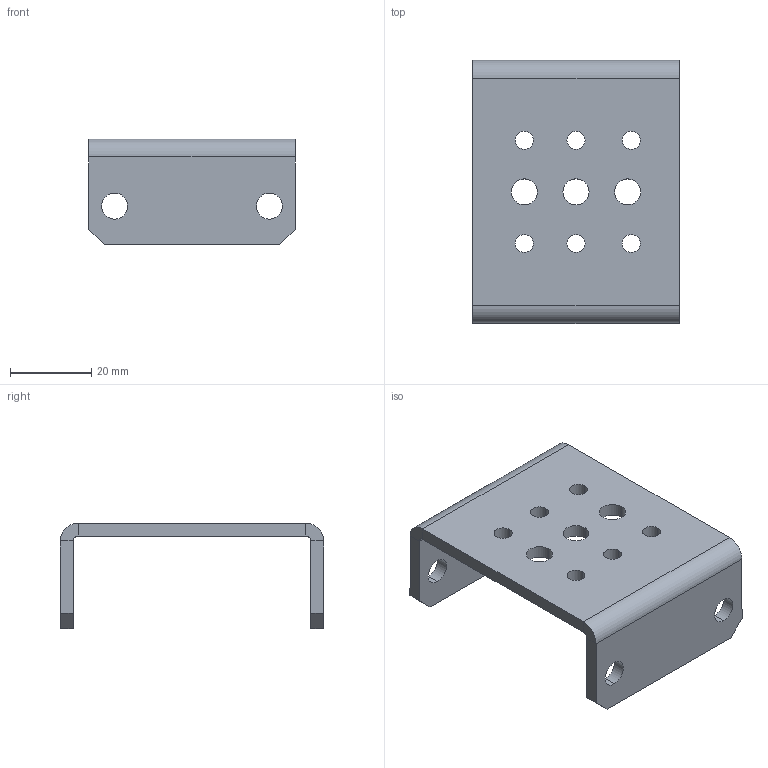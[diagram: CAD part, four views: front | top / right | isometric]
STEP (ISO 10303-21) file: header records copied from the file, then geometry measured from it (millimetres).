
FILE_DESCRIPTION (( 'STEP AP203' ), '1' );
FILE_NAME ('217-2593-016 Rev2.STEP', '2013-01-10T20:52:21', ( '' ), ( '' ), 'SwSTEP 2.0', 'SolidWorks 2012', '' );
FILE_SCHEMA (( 'CONFIG_CONTROL_DESIGN' ));
Length unit declared in the file: inch
Products named in the file (1): 217-2593-016 Rev2
Bounding box: 50.8 x 64.77 x 26.04 mm (x, y, z)
Volume: 16329.4 mm3; surface area: 11979.7 mm2
Topology: 1 solids, 1 shells, 52 faces, 134 edges, 84 vertices
Faces by surface type: cylinder 30, plane 22
Entity records: 1721 total; most frequent: DIRECTION 300, CARTESIAN_POINT 271, ORIENTED_EDGE 268, EDGE_CURVE 134, AXIS2_PLACEMENT_3D 113, VERTEX_POINT 84, EDGE_LOOP 78, VECTOR 74
